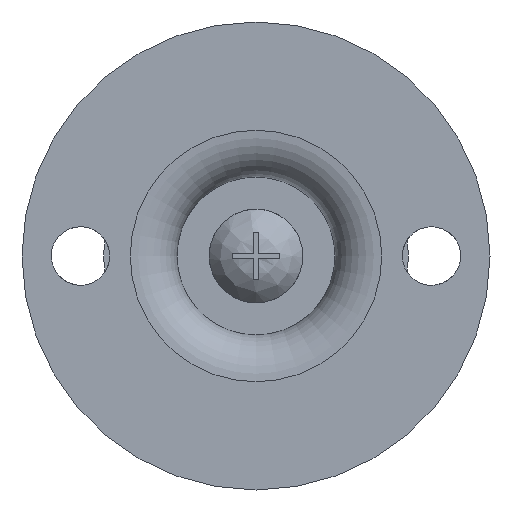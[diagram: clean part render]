
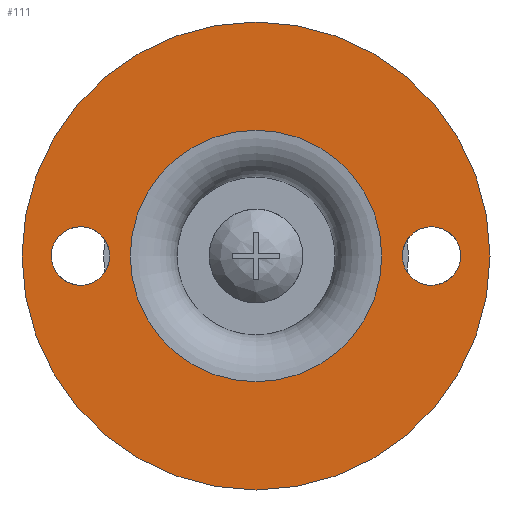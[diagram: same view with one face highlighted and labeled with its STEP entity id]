
A CAD part, front view. The second image highlights one B-rep face of the part: STEP entity #111.
In plain terms, the highlighted planar face has unit normal (0, -1, 0).
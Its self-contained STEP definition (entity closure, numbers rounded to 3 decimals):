
#111 = ADVANCED_FACE( '', ( #251, #252, #253, #254 ), #255, .F. );
#251 = FACE_BOUND( '', #422, .T. );
#252 = FACE_BOUND( '', #423, .T. );
#253 = FACE_OUTER_BOUND( '', #424, .T. );
#254 = FACE_BOUND( '', #425, .T. );
#255 = PLANE( '', #426 );
#422 = EDGE_LOOP( '', ( #715 ) );
#423 = EDGE_LOOP( '', ( #716 ) );
#424 = EDGE_LOOP( '', ( #717 ) );
#425 = EDGE_LOOP( '', ( #718 ) );
#426 = AXIS2_PLACEMENT_3D( '', #719, #720, #721 );
#715 = ORIENTED_EDGE( '', *, *, #1031, .F. );
#716 = ORIENTED_EDGE( '', *, *, #1005, .F. );
#717 = ORIENTED_EDGE( '', *, *, #993, .T. );
#718 = ORIENTED_EDGE( '', *, *, #1032, .T. );
#719 = CARTESIAN_POINT( '', ( 20., 0., 0. ) );
#720 = DIRECTION( '', ( 0., 1., 0. ) );
#721 = DIRECTION( '', ( 0., 0., 1. ) );
#993 = EDGE_CURVE( '', #1171, #1171, #1172, .T. );
#1005 = EDGE_CURVE( '', #1189, #1189, #1190, .F. );
#1031 = EDGE_CURVE( '', #1230, #1230, #1231, .T. );
#1032 = EDGE_CURVE( '', #1232, #1232, #1233, .T. );
#1171 = VERTEX_POINT( '', #1447 );
#1172 = CIRCLE( '', #1448, 20. );
#1189 = VERTEX_POINT( '', #1486 );
#1190 = CIRCLE( '', #1487, 2.5 );
#1230 = VERTEX_POINT( '', #1559 );
#1231 = CIRCLE( '', #1560, 10.75 );
#1232 = VERTEX_POINT( '', #1561 );
#1233 = CIRCLE( '', #1562, 2.5 );
#1447 = CARTESIAN_POINT( '', ( 0., 0., -20. ) );
#1448 = AXIS2_PLACEMENT_3D( '', #1758, #1759, #1760 );
#1486 = CARTESIAN_POINT( '', ( 15., 0., 2.5 ) );
#1487 = AXIS2_PLACEMENT_3D( '', #1772, #1773, #1774 );
#1559 = CARTESIAN_POINT( '', ( 0., 0., -10.75 ) );
#1560 = AXIS2_PLACEMENT_3D( '', #1797, #1798, #1799 );
#1561 = CARTESIAN_POINT( '', ( -12.5, 0., 0. ) );
#1562 = AXIS2_PLACEMENT_3D( '', #1800, #1801, #1802 );
#1758 = CARTESIAN_POINT( '', ( 0., 0., 0. ) );
#1759 = DIRECTION( '', ( 0., -1., 0. ) );
#1760 = DIRECTION( '', ( 0., 0., -1. ) );
#1772 = CARTESIAN_POINT( '', ( 15., 0., 0. ) );
#1773 = DIRECTION( '', ( 0., 1., 0. ) );
#1774 = DIRECTION( '', ( 0., 0., 1. ) );
#1797 = CARTESIAN_POINT( '', ( 0., 0., 0. ) );
#1798 = DIRECTION( '', ( 0., -1., 0. ) );
#1799 = DIRECTION( '', ( 0., 0., -1. ) );
#1800 = CARTESIAN_POINT( '', ( -15., 0., 0. ) );
#1801 = DIRECTION( '', ( 0., 1., 0. ) );
#1802 = DIRECTION( '', ( 1., 0., 0. ) );
